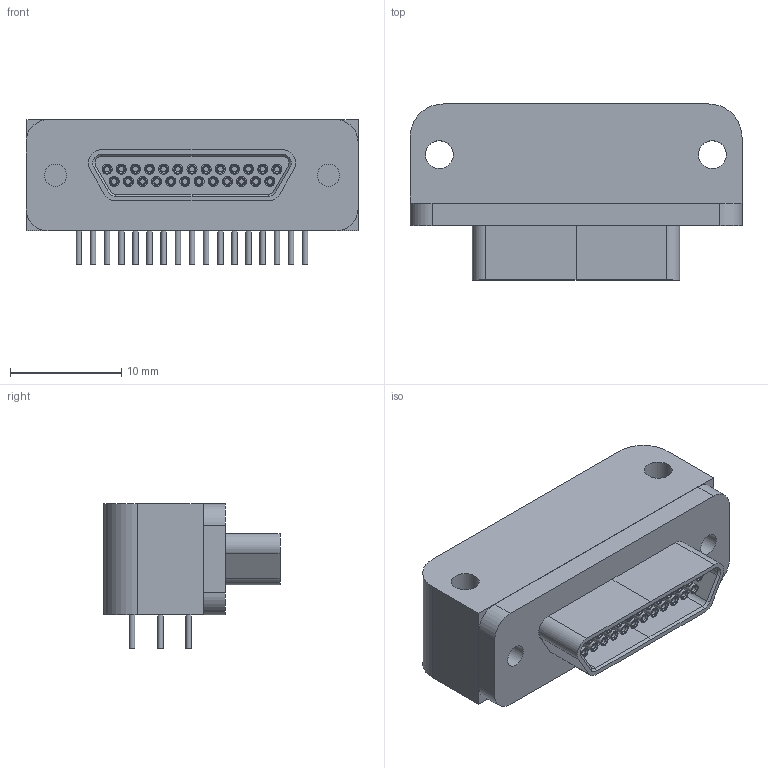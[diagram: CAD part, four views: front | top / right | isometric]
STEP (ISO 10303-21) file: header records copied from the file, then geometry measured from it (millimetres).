
FILE_DESCRIPTION(('FreeCAD Model'),'2;1');
FILE_NAME('Open CASCADE Shape Model','2024-11-07T01:12:41',(''),(''), 'Open CASCADE STEP processor 7.8','FreeCAD','Unknown');
FILE_SCHEMA(('AUTOMOTIVE_DESIGN { 1 0 10303 214 1 1 1 1 }'));
Length unit declared in the file: millimetre
Products named in the file (8): microD; base; flange; array_jack_h; jack_pin_h; array_jack_l; array_solder_25p; solder_pin_25p
Assembly tree (55 placements, depth 3):
  microD
    base
    flange
    array_jack_h
      jack_pin_h  x13
    array_jack_l
      jack_pin_h  x12
    array_solder_25p
      solder_pin_25p  x25
Bounding box: 29.8 x 15.8 x 13 mm (x, y, z)
Volume: 3257.2 mm3; surface area: 3100.8 mm2
Topology: 52 solids, 52 shells, 258 faces, 415 edges, 265 vertices
Faces by surface type: plane 134, cylinder 95, cone 29
Full cylindrical faces by diameter (mm): 0.5 x50, 0.9 x25, 2 x4, 2.5 x2
Entity records: 2436 total; most frequent: DIRECTION 446, CARTESIAN_POINT 370, ORIENTED_EDGE 302, AXIS2_PLACEMENT_3D 173, EDGE_CURVE 151, LINE 100, VECTOR 100, VERTEX_POINT 97
